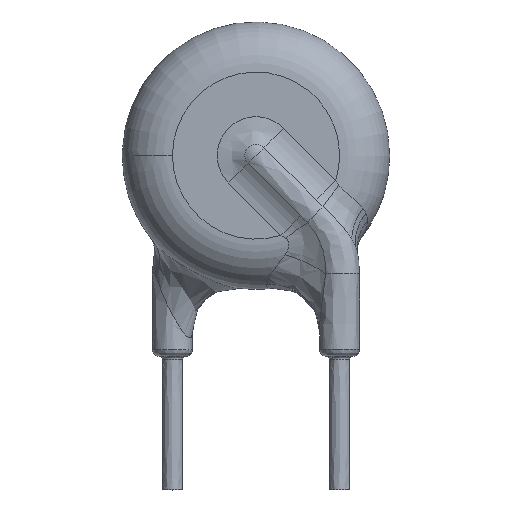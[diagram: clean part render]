
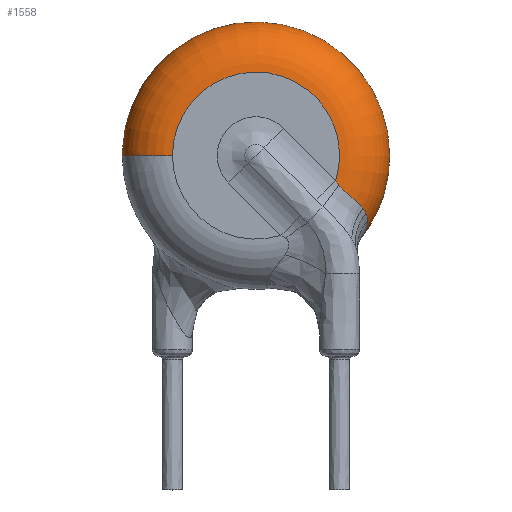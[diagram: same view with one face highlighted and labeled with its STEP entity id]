
A CAD part, top view. The second image highlights one B-rep face of the part: STEP entity #1558.
In plain terms, the highlighted toroidal (fillet/blend) face has major radius 2.5 mm and minor radius 1.5 mm.
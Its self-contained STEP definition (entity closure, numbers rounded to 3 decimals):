
#83=CARTESIAN_POINT('',(0.,6.,-1.5));
#84=DIRECTION('',(0.,0.,-1.));
#85=DIRECTION('',(-0.955,-0.298,0.));
#86=AXIS2_PLACEMENT_3D('',#83,#84,#85);
#107=CARTESIAN_POINT('',(-3.045,3.407,
0.));
#108=CARTESIAN_POINT('',(-3.049,3.41,
-0.003));
#109=CARTESIAN_POINT('',(-3.055,3.418,
-0.009));
#110=CARTESIAN_POINT('',(-3.061,3.425,
-0.015));
#111=CARTESIAN_POINT('',(-3.064,3.429,
-0.017));
#116=CARTESIAN_POINT('',(-3.064,3.429,
-0.017));
#117=CARTESIAN_POINT('',(-3.111,3.486,
-0.063));
#118=CARTESIAN_POINT('',(-3.193,3.598,
-0.159));
#119=CARTESIAN_POINT('',(-3.277,3.757,
-0.311));
#120=CARTESIAN_POINT('',(-3.326,3.908,
-0.468));
#121=CARTESIAN_POINT('',(-3.335,4.003,
-0.573));
#122=CARTESIAN_POINT('',(-3.335,4.049,
-0.625));
#127=CARTESIAN_POINT('',(-3.335,4.049,
-0.625));
#128=CARTESIAN_POINT('',(-3.334,4.106,
-0.689));
#129=CARTESIAN_POINT('',(-3.317,4.216,
-0.815));
#130=CARTESIAN_POINT('',(-3.243,4.373,
-0.998));
#131=CARTESIAN_POINT('',(-3.127,4.521,-1.162));
#132=CARTESIAN_POINT('',(-2.966,4.668,-1.307));
#133=CARTESIAN_POINT('',(-2.772,4.819,-1.417));
#134=CARTESIAN_POINT('',(-2.607,4.959,-1.472));
#135=CARTESIAN_POINT('',(-2.516,5.059,-1.489));
#136=CARTESIAN_POINT('',(-2.477,5.11,-1.494));
#141=CARTESIAN_POINT('',(-2.477,5.11,-1.494));
#142=CARTESIAN_POINT('',(-2.466,5.123,-1.495));
#143=CARTESIAN_POINT('',(-2.446,5.151,-1.498));
#144=CARTESIAN_POINT('',(-2.415,5.199,-1.5));
#145=CARTESIAN_POINT('',(-2.396,5.235,-1.5));
#146=CARTESIAN_POINT('',(-2.386,5.255,-1.5));
#151=CARTESIAN_POINT('',(3.064,3.429,0.017));
#152=CARTESIAN_POINT('',(3.061,3.425,0.015));
#153=CARTESIAN_POINT('',(3.055,3.418,0.009));
#154=CARTESIAN_POINT('',(3.049,3.41,0.003));
#155=CARTESIAN_POINT('',(3.045,3.407,0.));
#160=CARTESIAN_POINT('',(3.335,4.049,0.625));
#161=CARTESIAN_POINT('',(3.335,4.003,0.573));
#162=CARTESIAN_POINT('',(3.326,3.908,0.468));
#163=CARTESIAN_POINT('',(3.277,3.757,0.311));
#164=CARTESIAN_POINT('',(3.193,3.598,0.159));
#165=CARTESIAN_POINT('',(3.111,3.486,0.063));
#166=CARTESIAN_POINT('',(3.064,3.429,0.017));
#171=CARTESIAN_POINT('',(3.287,4.275,0.884));
#172=CARTESIAN_POINT('',(3.302,4.239,0.842));
#173=CARTESIAN_POINT('',(3.326,4.165,0.756));
#174=CARTESIAN_POINT('',(3.334,4.088,0.669));
#175=CARTESIAN_POINT('',(3.335,4.049,0.625));
#180=CARTESIAN_POINT('',(3.196,4.431,1.061));
#181=CARTESIAN_POINT('',(3.215,4.406,1.033));
#182=CARTESIAN_POINT('',(3.249,4.354,0.975));
#183=CARTESIAN_POINT('',(3.275,4.302,0.915));
#184=CARTESIAN_POINT('',(3.287,4.275,0.884));
#189=CARTESIAN_POINT('',(2.477,5.11,1.494));
#190=CARTESIAN_POINT('',(2.513,5.063,1.49));
#191=CARTESIAN_POINT('',(2.597,4.97,1.475));
#192=CARTESIAN_POINT('',(2.744,4.842,1.427));
#193=CARTESIAN_POINT('',(2.922,4.703,1.336));
#194=CARTESIAN_POINT('',(3.079,4.568,1.21));
#195=CARTESIAN_POINT('',(3.161,4.477,1.113));
#196=CARTESIAN_POINT('',(3.196,4.431,1.061));
#201=CARTESIAN_POINT('',(2.386,5.255,1.5));
#202=CARTESIAN_POINT('',(2.396,5.235,1.5));
#203=CARTESIAN_POINT('',(2.415,5.199,1.5));
#204=CARTESIAN_POINT('',(2.446,5.151,1.498));
#205=CARTESIAN_POINT('',(2.466,5.123,1.495));
#206=CARTESIAN_POINT('',(2.477,5.11,1.494));
#211=CARTESIAN_POINT('',(0.,6.,0.));
#212=DIRECTION('',(0.,0.,1.));
#213=DIRECTION('',(-1.,0.,0.));
#214=AXIS2_PLACEMENT_3D('',#211,#212,#213);
#272=CARTESIAN_POINT('',(-3.045,3.407,
0.));
#277=CARTESIAN_POINT('',(-2.5,6.,0.));
#278=DIRECTION('',(0.,-1.,0.));
#279=DIRECTION('',(0.,0.,1.));
#280=AXIS2_PLACEMENT_3D('',#277,#278,#279);
#347=CARTESIAN_POINT('',(0.,6.,0.));
#348=DIRECTION('',(0.,0.,1.));
#349=DIRECTION('',(0.761,-0.648,0.));
#350=AXIS2_PLACEMENT_3D('',#347,#348,#349);
#355=CARTESIAN_POINT('',(2.5,6.,0.));
#356=DIRECTION('',(0.,-1.,0.));
#357=DIRECTION('',(0.,0.,-1.));
#358=AXIS2_PLACEMENT_3D('',#355,#356,#357);
#823=CARTESIAN_POINT('',(0.,6.,1.5));
#824=DIRECTION('',(0.,0.,1.));
#825=DIRECTION('',(0.955,-0.298,0.));
#826=AXIS2_PLACEMENT_3D('',#823,#824,#825);
#834=CARTESIAN_POINT('',(2.386,5.255,1.5));
#1352=CARTESIAN_POINT('',(-2.5,6.,1.5));
#1353=CARTESIAN_POINT('',(-4.,6.,0.));
#1354=VERTEX_POINT('',#1352);
#1355=VERTEX_POINT('',#1353);
#1356=CARTESIAN_POINT('',(2.5,6.,-1.5));
#1357=CARTESIAN_POINT('',(4.,6.,0.));
#1358=VERTEX_POINT('',#1356);
#1359=VERTEX_POINT('',#1357);
#1380=VERTEX_POINT('',#272);
#1382=VERTEX_POINT('',#111);
#1384=VERTEX_POINT('',#122);
#1386=VERTEX_POINT('',#136);
#1388=VERTEX_POINT('',#146);
#1414=VERTEX_POINT('',#834);
#1416=VERTEX_POINT('',#206);
#1418=VERTEX_POINT('',#196);
#1420=VERTEX_POINT('',#184);
#1422=VERTEX_POINT('',#175);
#1424=VERTEX_POINT('',#166);
#1426=VERTEX_POINT('',#155);
#1521=CARTESIAN_POINT('',(0.,6.,0.));
#1522=DIRECTION('',(0.,0.,1.));
#1523=DIRECTION('',(-1.,0.006,0.));
#1524=AXIS2_PLACEMENT_3D('',#1521,#1522,#1523);
#1525=TOROIDAL_SURFACE('',#1524,2.5,1.5);
#1527=ORIENTED_EDGE('',*,*,#1526,.T.);
#1529=ORIENTED_EDGE('',*,*,#1528,.T.);
#1531=ORIENTED_EDGE('',*,*,#1530,.T.);
#1532=ORIENTED_EDGE('',*,*,#1511,.T.);
#1533=ORIENTED_EDGE('',*,*,#1450,.T.);
#1535=ORIENTED_EDGE('',*,*,#1534,.T.);
#1537=ORIENTED_EDGE('',*,*,#1536,.F.);
#1539=ORIENTED_EDGE('',*,*,#1538,.F.);
#1541=ORIENTED_EDGE('',*,*,#1540,.F.);
#1543=ORIENTED_EDGE('',*,*,#1542,.F.);
#1545=ORIENTED_EDGE('',*,*,#1544,.F.);
#1547=ORIENTED_EDGE('',*,*,#1546,.F.);
#1549=ORIENTED_EDGE('',*,*,#1548,.F.);
#1551=ORIENTED_EDGE('',*,*,#1550,.T.);
#1553=ORIENTED_EDGE('',*,*,#1552,.T.);
#1555=ORIENTED_EDGE('',*,*,#1554,.T.);
#1556=EDGE_LOOP('',(#1527,#1529,#1531,#1532,#1533,#1535,#1537,#1539,#1541,#1543,
#1545,#1547,#1549,#1551,#1553,#1555));
#1557=FACE_OUTER_BOUND('',#1556,.F.);
#1558=ADVANCED_FACE('',(#1557),#1525,.T.);
#87=CIRCLE('',#86,2.5);
#112=B_SPLINE_CURVE_WITH_KNOTS('',3,(#107,#108,#109,#110,#111),.UNSPECIFIED.,
.F.,.F.,(4,1,4),(0.,0.5,1.),.UNSPECIFIED.);
#123=B_SPLINE_CURVE_WITH_KNOTS('',3,(#116,#117,#118,#119,#120,#121,#122),
.UNSPECIFIED.,.F.,.F.,(4,1,1,1,4),(0.,0.25,0.5,0.75,1.),
.UNSPECIFIED.);
#137=B_SPLINE_CURVE_WITH_KNOTS('',3,(#127,#128,#129,#130,#131,#132,#133,#134,
#135,#136),.UNSPECIFIED.,.F.,.F.,(4,1,1,1,1,1,1,4),(0.,0.143,
0.286,0.429,0.571,0.714,
0.857,1.),.UNSPECIFIED.);
#147=B_SPLINE_CURVE_WITH_KNOTS('',3,(#141,#142,#143,#144,#145,#146),
.UNSPECIFIED.,.F.,.F.,(4,1,1,4),(0.,0.333,0.667,1.),
.UNSPECIFIED.);
#156=B_SPLINE_CURVE_WITH_KNOTS('',3,(#151,#152,#153,#154,#155),.UNSPECIFIED.,
.F.,.F.,(4,1,4),(0.,0.5,1.),.UNSPECIFIED.);
#167=B_SPLINE_CURVE_WITH_KNOTS('',3,(#160,#161,#162,#163,#164,#165,#166),
.UNSPECIFIED.,.F.,.F.,(4,1,1,1,4),(0.,0.25,0.5,0.75,1.),
.UNSPECIFIED.);
#176=B_SPLINE_CURVE_WITH_KNOTS('',3,(#171,#172,#173,#174,#175),.UNSPECIFIED.,
.F.,.F.,(4,1,4),(0.,0.5,1.),.UNSPECIFIED.);
#185=B_SPLINE_CURVE_WITH_KNOTS('',3,(#180,#181,#182,#183,#184),.UNSPECIFIED.,
.F.,.F.,(4,1,4),(0.,0.5,1.),.UNSPECIFIED.);
#197=B_SPLINE_CURVE_WITH_KNOTS('',3,(#189,#190,#191,#192,#193,#194,#195,#196),
.UNSPECIFIED.,.F.,.F.,(4,1,1,1,1,4),(0.,0.2,0.4,0.6,0.8,1.),
.UNSPECIFIED.);
#207=B_SPLINE_CURVE_WITH_KNOTS('',3,(#201,#202,#203,#204,#205,#206),
.UNSPECIFIED.,.F.,.F.,(4,1,1,4),(0.,0.333,0.667,1.),
.UNSPECIFIED.);
#215=CIRCLE('',#214,4.);
#281=CIRCLE('',#280,1.5);
#351=CIRCLE('',#350,4.);
#359=CIRCLE('',#358,1.5);
#827=CIRCLE('',#826,2.5);
#1450=EDGE_CURVE('',#1388,#1358,#87,.T.);
#1511=EDGE_CURVE('',#1386,#1388,#147,.T.);
#1526=EDGE_CURVE('',#1380,#1382,#112,.T.);
#1528=EDGE_CURVE('',#1382,#1384,#123,.T.);
#1530=EDGE_CURVE('',#1384,#1386,#137,.T.);
#1534=EDGE_CURVE('',#1358,#1359,#359,.T.);
#1536=EDGE_CURVE('',#1426,#1359,#351,.T.);
#1538=EDGE_CURVE('',#1424,#1426,#156,.T.);
#1540=EDGE_CURVE('',#1422,#1424,#167,.T.);
#1542=EDGE_CURVE('',#1420,#1422,#176,.T.);
#1544=EDGE_CURVE('',#1418,#1420,#185,.T.);
#1546=EDGE_CURVE('',#1416,#1418,#197,.T.);
#1548=EDGE_CURVE('',#1414,#1416,#207,.T.);
#1550=EDGE_CURVE('',#1414,#1354,#827,.T.);
#1552=EDGE_CURVE('',#1354,#1355,#281,.T.);
#1554=EDGE_CURVE('',#1355,#1380,#215,.T.);
